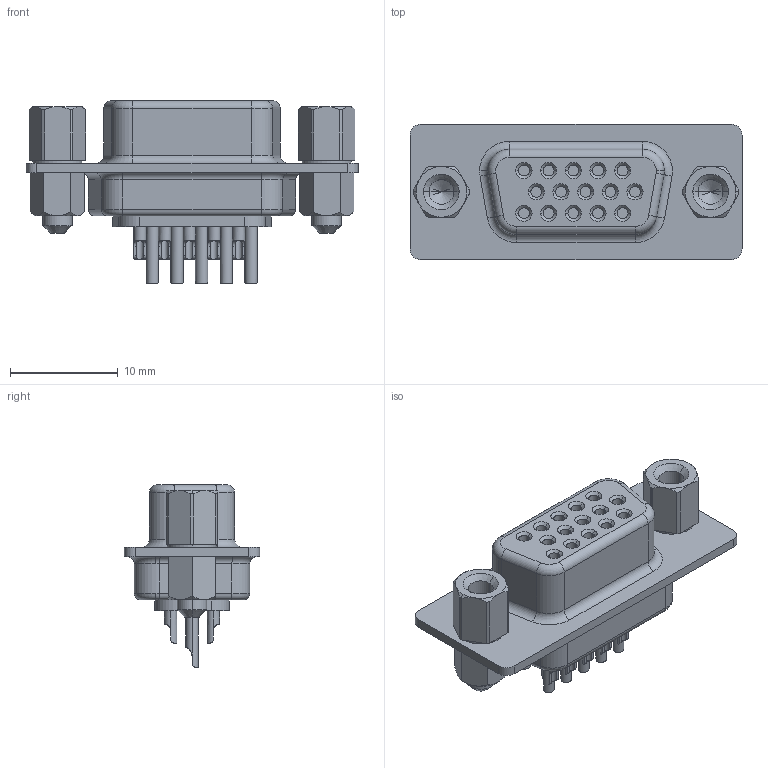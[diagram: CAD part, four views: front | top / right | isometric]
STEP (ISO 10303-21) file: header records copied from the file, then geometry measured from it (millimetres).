
FILE_DESCRIPTION (( 'STEP AP214' ), '1' );
FILE_NAME ('K86X-EA-15S-KJ_rA1.STEP', '2012-08-17T23:46:45', ( 'Daniel' ), ( 'Microsoft' ), 'SwSTEP 2.0', 'SolidWorks 2012', '' );
FILE_SCHEMA (( 'AUTOMOTIVE_DESIGN' ));
Length unit declared in the file: millimetre
Products named in the file (1): K86X-EA-15S-KJ_rA1
Bounding box: 30.81 x 12.55 x 16.95 mm (x, y, z)
Volume: 2193.4 mm3; surface area: 2144.4 mm2
Topology: 1 solids, 3 shells, 418 faces, 945 edges, 570 vertices
Faces by surface type: cylinder 200, plane 130, cone 64, torus 24
Entity records: 13678 total; most frequent: CARTESIAN_POINT 3180, DIRECTION 2015, ORIENTED_EDGE 1882, EDGE_CURVE 941, AXIS2_PLACEMENT_3D 781, VERTEX_POINT 570, EDGE_LOOP 463, VECTOR 453
